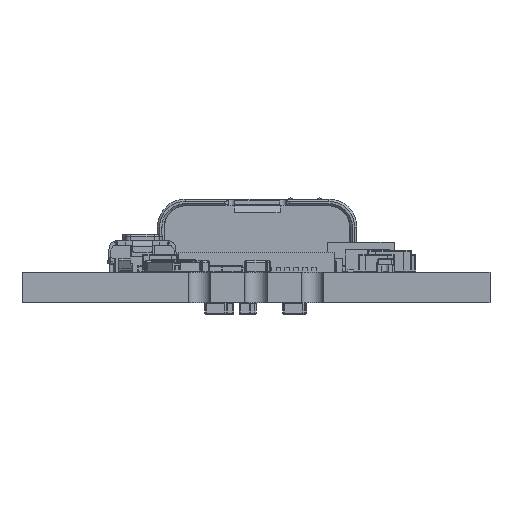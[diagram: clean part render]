
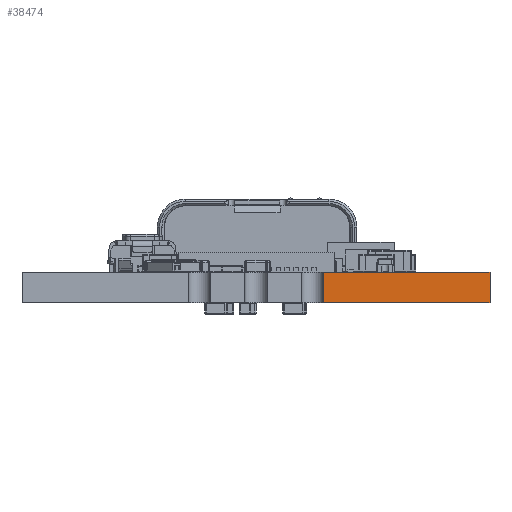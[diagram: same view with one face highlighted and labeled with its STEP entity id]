
A CAD part, front view. The second image highlights one B-rep face of the part: STEP entity #38474.
In plain terms, the highlighted planar face has unit normal (0, -1, 0).
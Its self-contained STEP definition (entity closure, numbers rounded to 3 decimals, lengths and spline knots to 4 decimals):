
#38449 = VERTEX_POINT('',#38450);
#38450 = CARTESIAN_POINT('',(121.,28.63,0.));
#38456 = EDGE_CURVE('',#38457,#38449,#38459,.T.);
#38457 = VERTEX_POINT('',#38458);
#38458 = CARTESIAN_POINT('',(121.,28.63,-1.3852));
#38459 = LINE('',#38460,#38461);
#38460 = CARTESIAN_POINT('',(121.,28.63,-1.3852));
#38461 = VECTOR('',#38462,1.);
#38462 = DIRECTION('',(0.,0.,1.));
#38474 = ADVANCED_FACE('',(#38475),#38500,.T.);
#38475 = FACE_BOUND('',#38476,.T.);
#38476 = EDGE_LOOP('',(#38477,#38478,#38486,#38494));
#38477 = ORIENTED_EDGE('',*,*,#38456,.T.);
#38478 = ORIENTED_EDGE('',*,*,#38479,.T.);
#38479 = EDGE_CURVE('',#38449,#38480,#38482,.T.);
#38480 = VERTEX_POINT('',#38481);
#38481 = CARTESIAN_POINT('',(113.54,28.63,0.));
#38482 = LINE('',#38483,#38484);
#38483 = CARTESIAN_POINT('',(121.,28.63,0.));
#38484 = VECTOR('',#38485,1.);
#38485 = DIRECTION('',(-1.,0.,0.));
#38486 = ORIENTED_EDGE('',*,*,#38487,.F.);
#38487 = EDGE_CURVE('',#38488,#38480,#38490,.T.);
#38488 = VERTEX_POINT('',#38489);
#38489 = CARTESIAN_POINT('',(113.54,28.63,-1.3852)
  );
#38490 = LINE('',#38491,#38492);
#38491 = CARTESIAN_POINT('',(113.54,28.63,-1.3852)
  );
#38492 = VECTOR('',#38493,1.);
#38493 = DIRECTION('',(0.,0.,1.));
#38494 = ORIENTED_EDGE('',*,*,#38495,.F.);
#38495 = EDGE_CURVE('',#38457,#38488,#38496,.T.);
#38496 = LINE('',#38497,#38498);
#38497 = CARTESIAN_POINT('',(121.,28.63,-1.3852));
#38498 = VECTOR('',#38499,1.);
#38499 = DIRECTION('',(-1.,0.,0.));
#38500 = PLANE('',#38501);
#38501 = AXIS2_PLACEMENT_3D('',#38502,#38503,#38504);
#38502 = CARTESIAN_POINT('',(121.,28.63,-1.3852));
#38503 = DIRECTION('',(0.,-1.,0.));
#38504 = DIRECTION('',(-1.,0.,0.));
